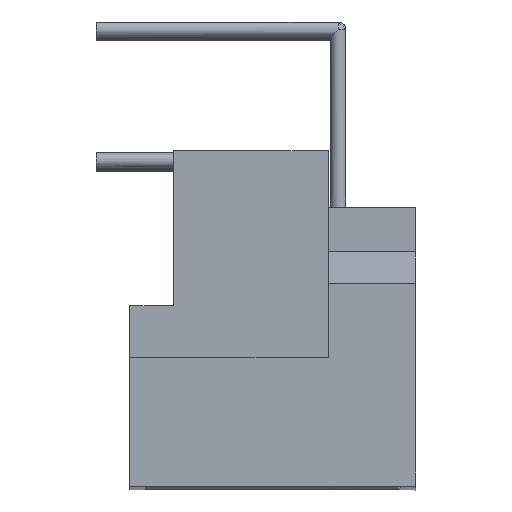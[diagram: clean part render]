
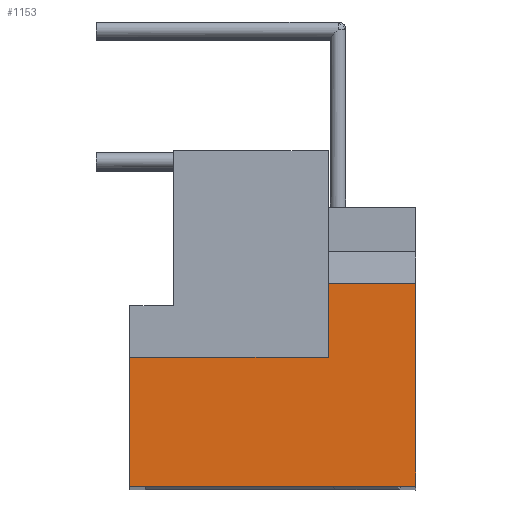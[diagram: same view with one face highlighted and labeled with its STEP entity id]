
A CAD part, top view. The second image highlights one B-rep face of the part: STEP entity #1153.
In plain terms, the highlighted planar face has unit normal (0, 0, 1).
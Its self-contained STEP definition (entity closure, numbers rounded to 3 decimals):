
#379=LINE('',#5865,#495);
#438=LINE('',#6018,#554);
#476=LINE('',#6095,#592);
#478=LINE('',#6099,#594);
#480=LINE('',#6103,#596);
#481=LINE('',#6104,#597);
#495=VECTOR('',#4605,1.);
#554=VECTOR('',#4760,1.);
#592=VECTOR('',#4820,1.);
#594=VECTOR('',#4824,1.);
#596=VECTOR('',#4828,1.);
#597=VECTOR('',#4829,1.);
#777=PLANE('',#3862);
#916=FACE_OUTER_BOUND('',#1895,.T.);
#1153=ADVANCED_FACE('',(#916),#777,.T.);
#1895=EDGE_LOOP('',(#2539,#2540,#2541,#2542,#2543,#2544));
#2539=ORIENTED_EDGE('',*,*,#3222,.T.);
#2540=ORIENTED_EDGE('',*,*,#3220,.F.);
#2541=ORIENTED_EDGE('',*,*,#3182,.F.);
#2542=ORIENTED_EDGE('',*,*,#3224,.F.);
#2543=ORIENTED_EDGE('',*,*,#3111,.F.);
#2544=ORIENTED_EDGE('',*,*,#3225,.T.);
#2812=VERTEX_POINT('',#5864);
#2813=VERTEX_POINT('',#5866);
#2859=VERTEX_POINT('',#6019);
#2860=VERTEX_POINT('',#6020);
#2887=VERTEX_POINT('',#6096);
#2888=VERTEX_POINT('',#6100);
#3111=EDGE_CURVE('',#2812,#2813,#379,.T.);
#3182=EDGE_CURVE('',#2859,#2860,#438,.T.);
#3220=EDGE_CURVE('',#2860,#2887,#476,.T.);
#3222=EDGE_CURVE('',#2888,#2887,#478,.T.);
#3224=EDGE_CURVE('',#2813,#2859,#480,.T.);
#3225=EDGE_CURVE('',#2812,#2888,#481,.T.);
#3862=AXIS2_PLACEMENT_3D('',#6105,#4830,#4831);
#4605=DIRECTION('',(1.,0.,0.));
#4760=DIRECTION('',(-1.,0.,0.));
#4820=DIRECTION('',(0.,1.,0.));
#4824=DIRECTION('',(-1.,0.,0.));
#4828=DIRECTION('',(0.,-1.,0.));
#4829=DIRECTION('',(0.,-1.,0.));
#4830=DIRECTION('',(0.,0.,1.));
#4831=DIRECTION('',(0.,-1.,0.));
#5864=CARTESIAN_POINT('',(7.7,7.877,87.5));
#5865=CARTESIAN_POINT('',(7.7,7.877,87.5));
#5866=CARTESIAN_POINT('',(11.1,7.877,87.5));
#6018=CARTESIAN_POINT('',(11.1,0.,87.5));
#6019=CARTESIAN_POINT('',(11.1,0.,87.5));
#6020=CARTESIAN_POINT('',(0.,0.,87.5));
#6095=CARTESIAN_POINT('',(0.,0.,87.5));
#6096=CARTESIAN_POINT('',(0.,5.,87.5));
#6099=CARTESIAN_POINT('',(7.7,5.,87.5));
#6100=CARTESIAN_POINT('',(7.7,5.,87.5));
#6103=CARTESIAN_POINT('',(11.1,7.877,87.5));
#6104=CARTESIAN_POINT('',(7.7,7.877,87.5));
#6105=CARTESIAN_POINT('',(0.,7.877,87.5));
